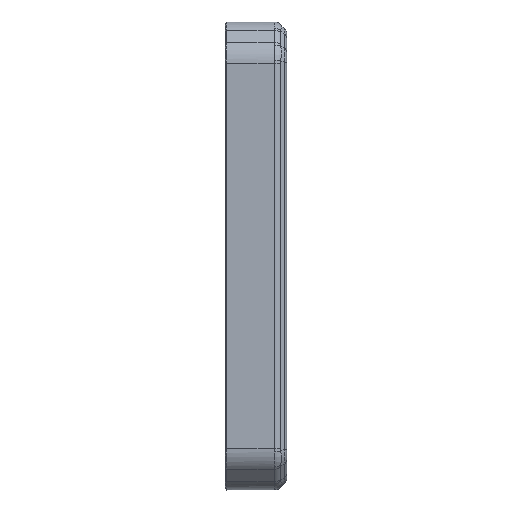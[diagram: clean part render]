
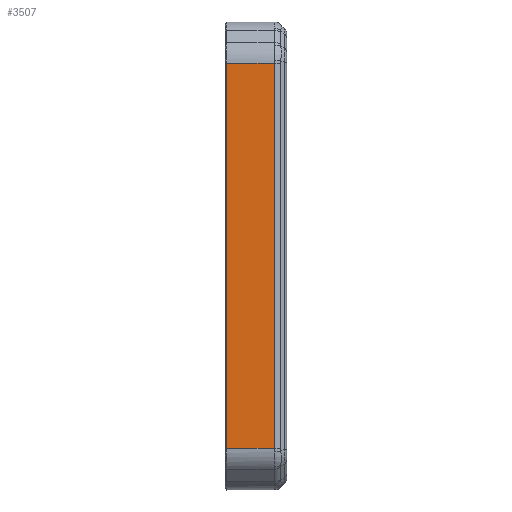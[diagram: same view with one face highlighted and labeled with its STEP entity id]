
A CAD part, top view. The second image highlights one B-rep face of the part: STEP entity #3507.
In plain terms, the highlighted planar face has unit normal (0, 0, 1).
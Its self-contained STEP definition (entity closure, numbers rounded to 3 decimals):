
#497=FACE_OUTER_BOUND('',#731,.T.);
#731=EDGE_LOOP('',(#2864,#2865,#2866,#2867));
#1033=LINE('',#5773,#1330);
#1059=LINE('',#5848,#1356);
#1060=LINE('',#5856,#1357);
#1061=LINE('',#5857,#1358);
#1330=VECTOR('',#4629,10.);
#1356=VECTOR('',#4713,10.);
#1357=VECTOR('',#4722,10.);
#1358=VECTOR('',#4723,10.);
#1636=VERTEX_POINT('',#5767);
#1637=VERTEX_POINT('',#5771);
#1657=VERTEX_POINT('',#5847);
#1660=VERTEX_POINT('',#5855);
#2040=EDGE_CURVE('',#1636,#1637,#1033,.T.);
#2077=EDGE_CURVE('',#1637,#1657,#1059,.T.);
#2081=EDGE_CURVE('',#1660,#1636,#1060,.T.);
#2082=EDGE_CURVE('',#1657,#1660,#1061,.T.);
#2864=ORIENTED_EDGE('',*,*,#2040,.F.);
#2865=ORIENTED_EDGE('',*,*,#2081,.F.);
#2866=ORIENTED_EDGE('',*,*,#2082,.F.);
#2867=ORIENTED_EDGE('',*,*,#2077,.F.);
#3364=PLANE('',#3859);
#3507=ADVANCED_FACE('',(#497),#3364,.T.);
#3859=AXIS2_PLACEMENT_3D('',#5854,#4720,#4721);
#4629=DIRECTION('',(0.,1.,0.));
#4713=DIRECTION('',(1.,0.,0.));
#4720=DIRECTION('center_axis',(0.,0.,
1.));
#4721=DIRECTION('ref_axis',(-1.,0.,0.));
#4722=DIRECTION('',(-1.,0.,0.));
#4723=DIRECTION('',(0.,-1.,0.));
#5767=CARTESIAN_POINT('',(165.01,-63.739,100.));
#5771=CARTESIAN_POINT('',(165.01,67.739,100.));
#5773=CARTESIAN_POINT('',(165.01,22.,100.));
#5847=CARTESIAN_POINT('',(181.368,67.739,100.));
#5848=CARTESIAN_POINT('',(170.61,67.739,100.));
#5854=CARTESIAN_POINT('Origin',(165.61,42.,100.));
#5855=CARTESIAN_POINT('',(181.368,-63.739,100.));
#5856=CARTESIAN_POINT('',(165.61,-63.739,100.));
#5857=CARTESIAN_POINT('',(181.368,32.,100.));
